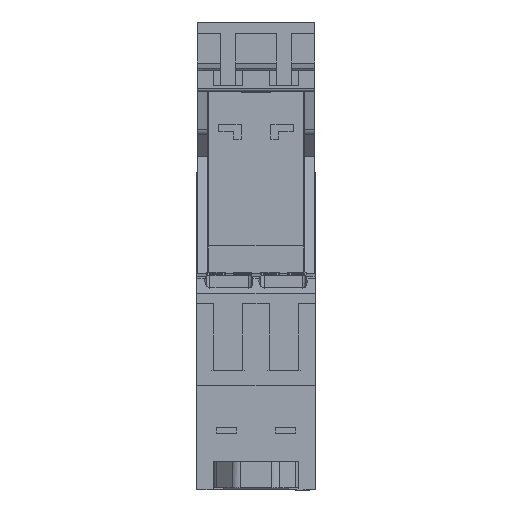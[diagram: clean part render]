
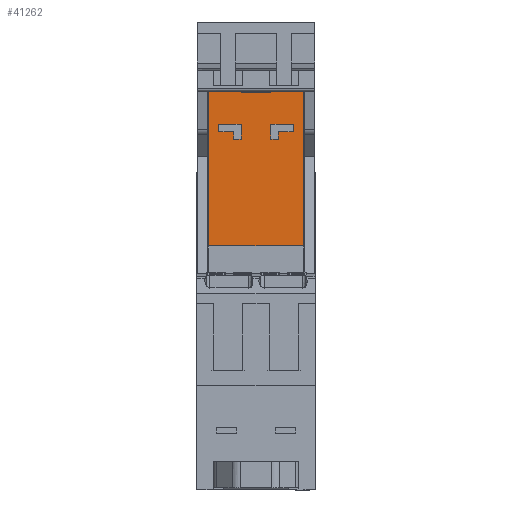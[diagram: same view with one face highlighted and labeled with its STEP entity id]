
A CAD part, front view. The second image highlights one B-rep face of the part: STEP entity #41262.
In plain terms, the highlighted planar face has unit normal (0, -1, 0).
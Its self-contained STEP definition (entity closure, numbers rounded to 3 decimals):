
#41117=AXIS2_PLACEMENT_3D('Plane Axis2P3D',#41114,#41115,#41116) ;
#40989=CARTESIAN_POINT('Line Origine',(7.925,31.925,32.7)) ;
#40993=CARTESIAN_POINT('Vertex',(14.225,31.925,32.7)) ;
#40995=CARTESIAN_POINT('Vertex',(1.625,31.925,32.7)) ;
#41041=CARTESIAN_POINT('Vertex',(14.225,31.925,56.2)) ;
#41046=CARTESIAN_POINT('Line Origine',(14.225,31.925,44.45)) ;
#41098=CARTESIAN_POINT('Vertex',(1.625,31.925,56.2)) ;
#41101=CARTESIAN_POINT('Line Origine',(1.625,31.925,44.45)) ;
#41114=CARTESIAN_POINT('Axis2P3D Location',(14.225,31.925,56.4)) ;
#41119=CARTESIAN_POINT('Line Origine',(12.075,31.925,56.2)) ;
#41123=CARTESIAN_POINT('Vertex',(9.925,31.925,56.2)) ;
#41126=CARTESIAN_POINT('Line Origine',(9.925,31.925,54.7)) ;
#41130=CARTESIAN_POINT('Vertex',(9.925,31.925,53.2)) ;
#41133=CARTESIAN_POINT('Line Origine',(7.925,31.925,53.2)) ;
#41137=CARTESIAN_POINT('Vertex',(5.925,31.925,53.2)) ;
#41140=CARTESIAN_POINT('Line Origine',(5.925,31.925,54.7)) ;
#41144=CARTESIAN_POINT('Vertex',(5.925,31.925,56.2)) ;
#41147=CARTESIAN_POINT('Line Origine',(3.775,31.925,56.2)) ;
#41162=CARTESIAN_POINT('Line Origine',(11.925,31.925,48.)) ;
#41166=CARTESIAN_POINT('Vertex',(12.925,31.925,48.)) ;
#41168=CARTESIAN_POINT('Vertex',(10.925,31.925,48.)) ;
#41171=CARTESIAN_POINT('Line Origine',(10.925,31.925,47.5)) ;
#41175=CARTESIAN_POINT('Vertex',(10.925,31.925,47.)) ;
#41178=CARTESIAN_POINT('Line Origine',(10.425,31.925,47.)) ;
#41182=CARTESIAN_POINT('Vertex',(9.925,31.925,47.)) ;
#41185=CARTESIAN_POINT('Line Origine',(9.925,31.925,48.)) ;
#41189=CARTESIAN_POINT('Vertex',(9.925,31.925,49.)) ;
#41192=CARTESIAN_POINT('Line Origine',(11.425,31.925,49.)) ;
#41196=CARTESIAN_POINT('Vertex',(12.925,31.925,49.)) ;
#41199=CARTESIAN_POINT('Line Origine',(12.925,31.925,48.5)) ;
#41212=CARTESIAN_POINT('Line Origine',(3.925,31.925,48.)) ;
#41216=CARTESIAN_POINT('Vertex',(4.925,31.925,48.)) ;
#41218=CARTESIAN_POINT('Vertex',(2.925,31.925,48.)) ;
#41221=CARTESIAN_POINT('Line Origine',(2.925,31.925,48.5)) ;
#41225=CARTESIAN_POINT('Vertex',(2.925,31.925,49.)) ;
#41228=CARTESIAN_POINT('Line Origine',(4.425,31.925,49.)) ;
#41232=CARTESIAN_POINT('Vertex',(5.925,31.925,49.)) ;
#41235=CARTESIAN_POINT('Line Origine',(5.925,31.925,48.)) ;
#41239=CARTESIAN_POINT('Vertex',(5.925,31.925,47.)) ;
#41242=CARTESIAN_POINT('Line Origine',(5.425,31.925,47.)) ;
#41246=CARTESIAN_POINT('Vertex',(4.925,31.925,47.)) ;
#41249=CARTESIAN_POINT('Line Origine',(4.925,31.925,47.5)) ;
#40990=DIRECTION('Vector Direction',(-1.,0.,0.)) ;
#41047=DIRECTION('Vector Direction',(0.,0.,-1.)) ;
#41102=DIRECTION('Vector Direction',(0.,0.,-1.)) ;
#41115=DIRECTION('Axis2P3D Direction',(0.,1.,0.)) ;
#41116=DIRECTION('Axis2P3D XDirection',(-1.,0.,0.)) ;
#41120=DIRECTION('Vector Direction',(-1.,0.,0.)) ;
#41127=DIRECTION('Vector Direction',(0.,0.,1.)) ;
#41134=DIRECTION('Vector Direction',(-1.,0.,0.)) ;
#41141=DIRECTION('Vector Direction',(0.,0.,1.)) ;
#41148=DIRECTION('Vector Direction',(-1.,0.,0.)) ;
#41163=DIRECTION('Vector Direction',(-1.,0.,0.)) ;
#41172=DIRECTION('Vector Direction',(0.,0.,-1.)) ;
#41179=DIRECTION('Vector Direction',(-1.,0.,0.)) ;
#41186=DIRECTION('Vector Direction',(0.,0.,1.)) ;
#41193=DIRECTION('Vector Direction',(1.,0.,0.)) ;
#41200=DIRECTION('Vector Direction',(0.,0.,-1.)) ;
#41213=DIRECTION('Vector Direction',(-1.,0.,0.)) ;
#41222=DIRECTION('Vector Direction',(0.,0.,1.)) ;
#41229=DIRECTION('Vector Direction',(1.,0.,0.)) ;
#41236=DIRECTION('Vector Direction',(0.,0.,-1.)) ;
#41243=DIRECTION('Vector Direction',(-1.,0.,0.)) ;
#41250=DIRECTION('Vector Direction',(0.,0.,1.)) ;
#40991=VECTOR('Line Direction',#40990,1.) ;
#41048=VECTOR('Line Direction',#41047,1.) ;
#41103=VECTOR('Line Direction',#41102,1.) ;
#41121=VECTOR('Line Direction',#41120,1.) ;
#41128=VECTOR('Line Direction',#41127,1.) ;
#41135=VECTOR('Line Direction',#41134,1.) ;
#41142=VECTOR('Line Direction',#41141,1.) ;
#41149=VECTOR('Line Direction',#41148,1.) ;
#41164=VECTOR('Line Direction',#41163,1.) ;
#41173=VECTOR('Line Direction',#41172,1.) ;
#41180=VECTOR('Line Direction',#41179,1.) ;
#41187=VECTOR('Line Direction',#41186,1.) ;
#41194=VECTOR('Line Direction',#41193,1.) ;
#41201=VECTOR('Line Direction',#41200,1.) ;
#41214=VECTOR('Line Direction',#41213,1.) ;
#41223=VECTOR('Line Direction',#41222,1.) ;
#41230=VECTOR('Line Direction',#41229,1.) ;
#41237=VECTOR('Line Direction',#41236,1.) ;
#41244=VECTOR('Line Direction',#41243,1.) ;
#41251=VECTOR('Line Direction',#41250,1.) ;
#41153=ORIENTED_EDGE('',*,*,#41125,.T.) ;
#41154=ORIENTED_EDGE('',*,*,#41132,.F.) ;
#41155=ORIENTED_EDGE('',*,*,#41139,.F.) ;
#41156=ORIENTED_EDGE('',*,*,#41146,.T.) ;
#41157=ORIENTED_EDGE('',*,*,#41151,.T.) ;
#41158=ORIENTED_EDGE('',*,*,#41105,.T.) ;
#41159=ORIENTED_EDGE('',*,*,#40997,.F.) ;
#41160=ORIENTED_EDGE('',*,*,#41050,.F.) ;
#41205=ORIENTED_EDGE('',*,*,#41170,.T.) ;
#41206=ORIENTED_EDGE('',*,*,#41177,.T.) ;
#41207=ORIENTED_EDGE('',*,*,#41184,.T.) ;
#41208=ORIENTED_EDGE('',*,*,#41191,.T.) ;
#41209=ORIENTED_EDGE('',*,*,#41198,.T.) ;
#41210=ORIENTED_EDGE('',*,*,#41203,.T.) ;
#41255=ORIENTED_EDGE('',*,*,#41220,.T.) ;
#41256=ORIENTED_EDGE('',*,*,#41227,.T.) ;
#41257=ORIENTED_EDGE('',*,*,#41234,.T.) ;
#41258=ORIENTED_EDGE('',*,*,#41241,.T.) ;
#41259=ORIENTED_EDGE('',*,*,#41248,.T.) ;
#41260=ORIENTED_EDGE('',*,*,#41253,.T.) ;
#41211=FACE_BOUND('',#41204,.T.) ;
#41261=FACE_BOUND('',#41254,.T.) ;
#41262=ADVANCED_FACE('RELAIS_MITTE',(#41161,#41211,#41261),#41118,.F.) ;
#40997=EDGE_CURVE('',#40994,#40996,#40992,.T.) ;
#41050=EDGE_CURVE('',#41042,#40994,#41049,.T.) ;
#41105=EDGE_CURVE('',#41099,#40996,#41104,.T.) ;
#41125=EDGE_CURVE('',#41042,#41124,#41122,.T.) ;
#41132=EDGE_CURVE('',#41131,#41124,#41129,.T.) ;
#41139=EDGE_CURVE('',#41138,#41131,#41136,.F.) ;
#41146=EDGE_CURVE('',#41138,#41145,#41143,.T.) ;
#41151=EDGE_CURVE('',#41145,#41099,#41150,.T.) ;
#41170=EDGE_CURVE('',#41167,#41169,#41165,.T.) ;
#41177=EDGE_CURVE('',#41169,#41176,#41174,.T.) ;
#41184=EDGE_CURVE('',#41176,#41183,#41181,.T.) ;
#41191=EDGE_CURVE('',#41183,#41190,#41188,.T.) ;
#41198=EDGE_CURVE('',#41190,#41197,#41195,.T.) ;
#41203=EDGE_CURVE('',#41197,#41167,#41202,.T.) ;
#41220=EDGE_CURVE('',#41217,#41219,#41215,.T.) ;
#41227=EDGE_CURVE('',#41219,#41226,#41224,.T.) ;
#41234=EDGE_CURVE('',#41226,#41233,#41231,.T.) ;
#41241=EDGE_CURVE('',#41233,#41240,#41238,.T.) ;
#41248=EDGE_CURVE('',#41240,#41247,#41245,.T.) ;
#41253=EDGE_CURVE('',#41247,#41217,#41252,.T.) ;
#41152=EDGE_LOOP('',(#41153,#41154,#41155,#41156,#41157,#41158,#41159,#41160)) ;
#41204=EDGE_LOOP('',(#41205,#41206,#41207,#41208,#41209,#41210)) ;
#41254=EDGE_LOOP('',(#41255,#41256,#41257,#41258,#41259,#41260)) ;
#41161=FACE_OUTER_BOUND('',#41152,.T.) ;
#40992=LINE('Line',#40989,#40991) ;
#41049=LINE('Line',#41046,#41048) ;
#41104=LINE('Line',#41101,#41103) ;
#41122=LINE('Line',#41119,#41121) ;
#41129=LINE('Line',#41126,#41128) ;
#41136=LINE('Line',#41133,#41135) ;
#41143=LINE('Line',#41140,#41142) ;
#41150=LINE('Line',#41147,#41149) ;
#41165=LINE('Line',#41162,#41164) ;
#41174=LINE('Line',#41171,#41173) ;
#41181=LINE('Line',#41178,#41180) ;
#41188=LINE('Line',#41185,#41187) ;
#41195=LINE('Line',#41192,#41194) ;
#41202=LINE('Line',#41199,#41201) ;
#41215=LINE('Line',#41212,#41214) ;
#41224=LINE('Line',#41221,#41223) ;
#41231=LINE('Line',#41228,#41230) ;
#41238=LINE('Line',#41235,#41237) ;
#41245=LINE('Line',#41242,#41244) ;
#41252=LINE('Line',#41249,#41251) ;
#41118=PLANE('',#41117) ;
#40994=VERTEX_POINT('',#40993) ;
#40996=VERTEX_POINT('',#40995) ;
#41042=VERTEX_POINT('',#41041) ;
#41099=VERTEX_POINT('',#41098) ;
#41124=VERTEX_POINT('',#41123) ;
#41131=VERTEX_POINT('',#41130) ;
#41138=VERTEX_POINT('',#41137) ;
#41145=VERTEX_POINT('',#41144) ;
#41167=VERTEX_POINT('',#41166) ;
#41169=VERTEX_POINT('',#41168) ;
#41176=VERTEX_POINT('',#41175) ;
#41183=VERTEX_POINT('',#41182) ;
#41190=VERTEX_POINT('',#41189) ;
#41197=VERTEX_POINT('',#41196) ;
#41217=VERTEX_POINT('',#41216) ;
#41219=VERTEX_POINT('',#41218) ;
#41226=VERTEX_POINT('',#41225) ;
#41233=VERTEX_POINT('',#41232) ;
#41240=VERTEX_POINT('',#41239) ;
#41247=VERTEX_POINT('',#41246) ;
